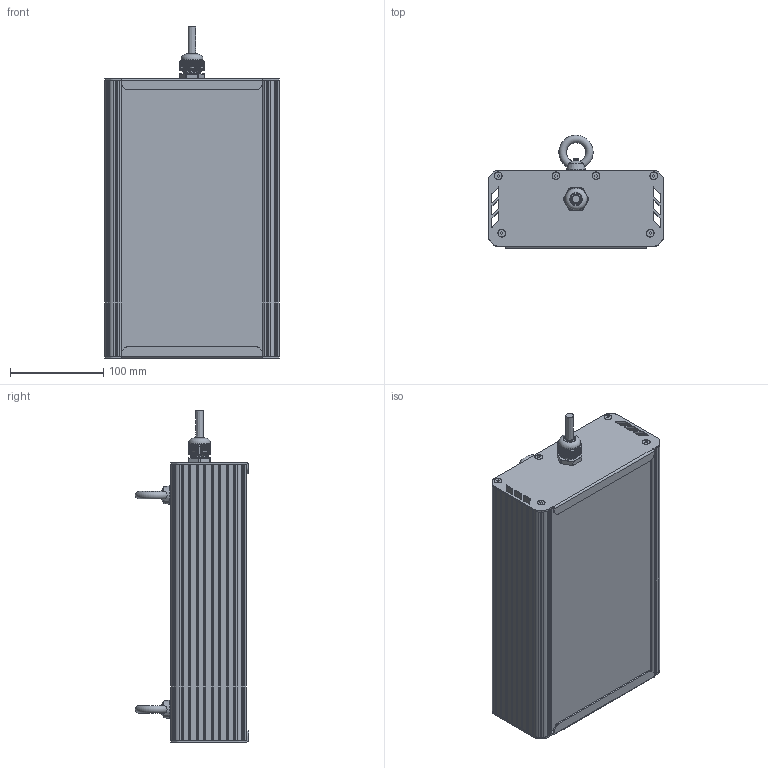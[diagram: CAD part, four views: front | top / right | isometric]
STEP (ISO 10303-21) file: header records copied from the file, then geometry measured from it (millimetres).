
FILE_DESCRIPTION(('STEP AP214'), '1');
FILE_NAME('001.0079.16.000 ÃÑÏ-Ýêñòðà-60', '2023-10-20T02:08:48', ('Ëóêîíèí'), ('ÎÊÁ Ñâîé Ñòèëü'), 'C3D Converter', 'C3D Toolkit', '');
FILE_SCHEMA(('AUTOMOTIVE_DESIGN { 1 0 10303 214 3 1 1}'));
Length unit declared in the file: millimetre
Products named in the file (24): 001.0079.16.000; 001.0065.02.000
Assembly tree (151 placements, depth 4):
  001.0079.16.000
    (unnamed)
      (unnamed)
      (unnamed)
      (unnamed)
      (unnamed)  x6
      (unnamed)  x78
      (unnamed)  x6
      (unnamed)  x6
      (unnamed)  x6
      (unnamed)  x6
      (unnamed)  x6
      (unnamed)  x6
      (unnamed)  x6
      (unnamed)  x6
      (unnamed)  x6
      (unnamed)
      (unnamed)
      (unnamed)
      (unnamed)
        (unnamed)
    001.0065.02.000  x2
      (unnamed)
      (unnamed)
Bounding box: 187.37 x 121.62 x 356.43 mm (x, y, z)
Volume: 940071.9 mm3; surface area: 739696.4 mm2
Topology: 216 solids, 216 shells, 3016 faces, 7661 edges, 5145 vertices
Faces by surface type: plane 1968, cylinder 888, cone 112, bspline 29, torus 13, sphere 6
Full cylindrical faces by diameter (mm): 1 x6, 2 x12, 2.5 x24, 2.8 x150, 3.2 x6, 3.5 x30, 4 x12, 6 x2, 8 x12, 12 x1, 12.5 x1, 16 x1, 18.5 x3, 20 x1, 23.5 x1
Entity records: 81724 total; most frequent: CARTESIAN_POINT 38010, ORIENTED_EDGE 8456, DIRECTION 7802, EDGE_CURVE 4228, VERTEX_POINT 2908, AXIS2_PLACEMENT_3D 2631, LINE 2540, VECTOR 2540
